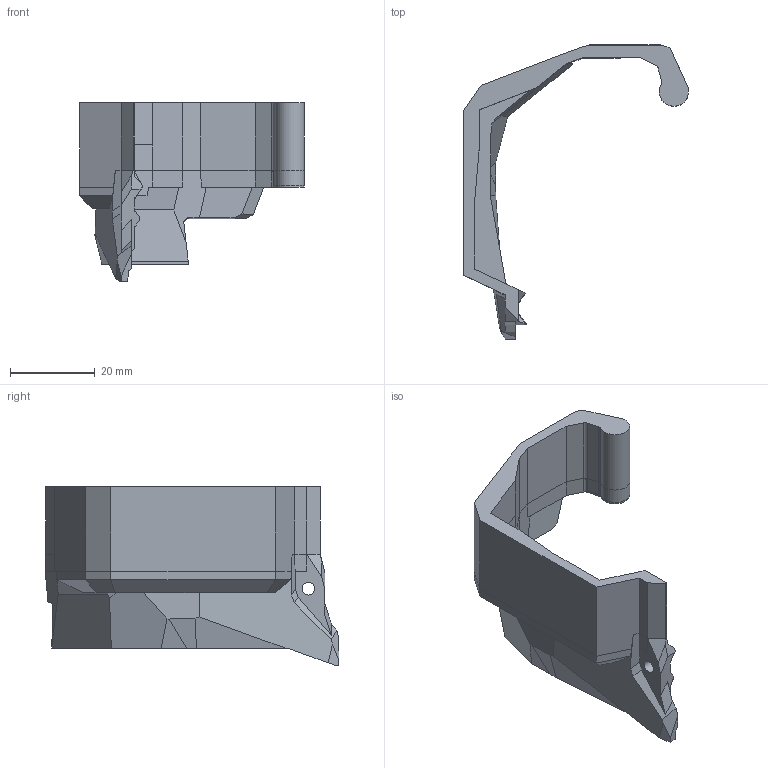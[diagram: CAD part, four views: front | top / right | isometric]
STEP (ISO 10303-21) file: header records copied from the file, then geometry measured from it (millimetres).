
FILE_DESCRIPTION(('FreeCAD Model'),'2;1');
FILE_NAME('Open CASCADE Shape Model','2022-09-24T01:06:24',('Author'),( ''),'Open CASCADE STEP processor 7.5','FreeCAD','Unknown');
FILE_SCHEMA(('AUTOMOTIVE_DESIGN { 1 0 10303 214 1 1 1 1 }'));
Length unit declared in the file: millimetre
Products named in the file (1): Pocket003
Bounding box: 53.09 x 69.38 x 42.2 mm (x, y, z)
Volume: 12604.9 mm3; surface area: 9402.9 mm2
Topology: 1 solids, 2 shells, 160 faces, 415 edges, 260 vertices
Faces by surface type: plane 145, cylinder 15
Full cylindrical faces by diameter (mm): 2.8 x1, 3 x1
Entity records: 10337 total; most frequent: CARTESIAN_POINT 2137, DIRECTION 1453, LINE 1045, VECTOR 1045, ORIENTED_EDGE 830, PCURVE 830, DEFINITIONAL_REPRESENTATION 830, EDGE_CURVE 415
